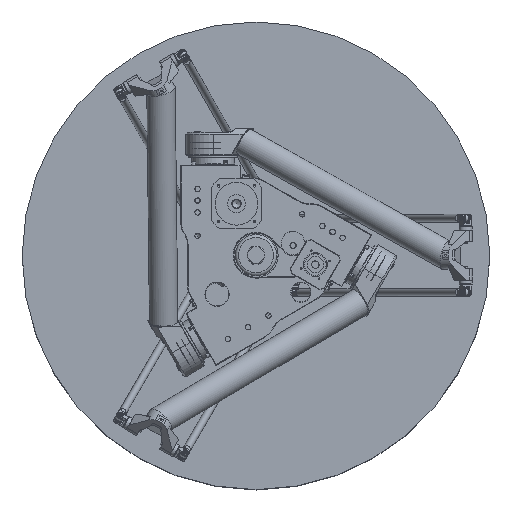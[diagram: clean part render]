
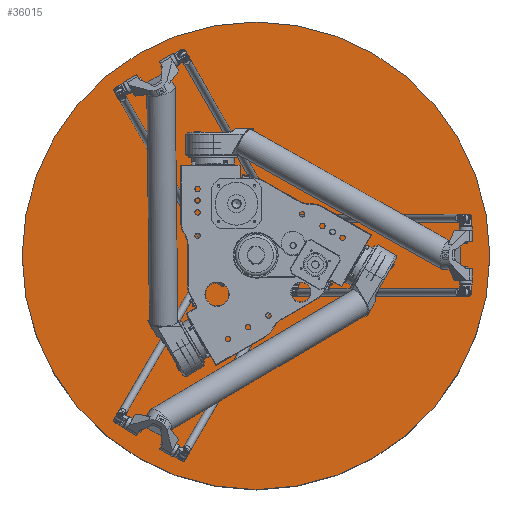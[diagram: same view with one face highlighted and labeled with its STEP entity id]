
A CAD part, top view. The second image highlights one B-rep face of the part: STEP entity #36015.
In plain terms, the highlighted face is planar.
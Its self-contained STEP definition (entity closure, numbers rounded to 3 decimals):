
#4185=CIRCLE('',#39613,600.);
#6831=FACE_OUTER_BOUND('',#9500,.T.);
#9500=EDGE_LOOP('',(#32898));
#18502=VERTEX_POINT('',#71336);
#23300=EDGE_CURVE('',#18502,#18502,#4185,.T.);
#32898=ORIENTED_EDGE('',*,*,#23300,.F.);
#33934=PLANE('',#39612);
#36015=ADVANCED_FACE('',(#6831),#33934,.T.);
#39612=AXIS2_PLACEMENT_3D('',#71335,#49191,#49192);
#39613=AXIS2_PLACEMENT_3D('',#71337,#49193,#49194);
#49191=DIRECTION('center_axis',(0.,1.,0.));
#49192=DIRECTION('ref_axis',(0.,0.,1.));
#49193=DIRECTION('center_axis',(0.,-1.,0.));
#49194=DIRECTION('ref_axis',(1.,0.,0.));
#71335=CARTESIAN_POINT('Origin',(300.,-890.,0.));
#71336=CARTESIAN_POINT('',(600.,-890.,0.));
#71337=CARTESIAN_POINT('Origin',(0.,-890.,0.));
